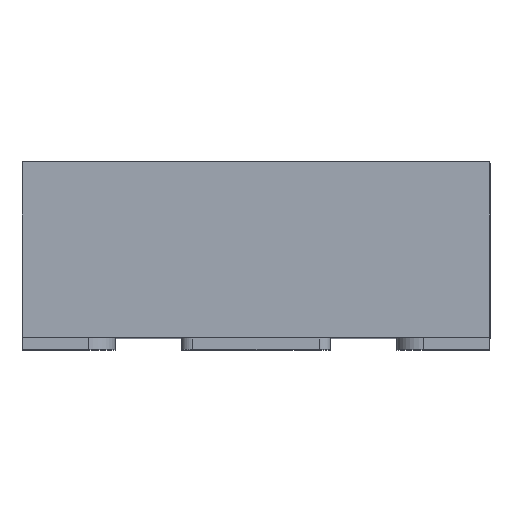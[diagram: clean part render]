
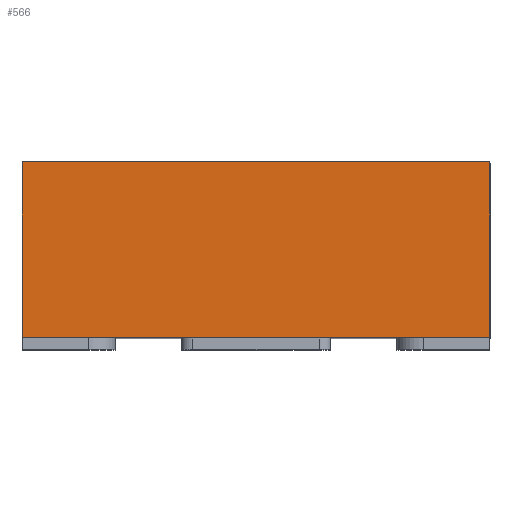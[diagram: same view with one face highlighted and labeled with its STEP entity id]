
A CAD part, top view. The second image highlights one B-rep face of the part: STEP entity #566.
In plain terms, the highlighted planar face has unit normal (0, 0, 1).
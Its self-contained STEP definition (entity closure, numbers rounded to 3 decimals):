
#40 = DIRECTION ( 'NONE',  ( 1., 0., 0. ) ) ;
#153 = DIRECTION ( 'NONE',  ( 1., 0., 0. ) ) ;
#366 = CARTESIAN_POINT ( 'NONE',  ( 1., 5.206, 1.5 ) ) ;
#416 = ORIENTED_EDGE ( 'NONE', *, *, #687, .F. ) ;
#455 = PLANE ( 'NONE',  #3748 ) ;
#566 = ADVANCED_FACE ( 'NONE', ( #717 ), #455, .F. ) ;
#619 = VERTEX_POINT ( 'NONE', #4641 ) ;
#687 = EDGE_CURVE ( 'NONE', #619, #4238, #3931, .T. ) ;
#717 = FACE_OUTER_BOUND ( 'NONE', #2475, .T. ) ;
#780 = LINE ( 'NONE', #1341, #5139 ) ;
#827 = LINE ( 'NONE', #3777, #3658 ) ;
#1173 = EDGE_CURVE ( 'NONE', #5148, #5228, #780, .T. ) ;
#1341 = CARTESIAN_POINT ( 'NONE',  ( -1., 0.05, 1.5 ) ) ;
#1549 = CARTESIAN_POINT ( 'NONE',  ( 1., 0.8, 1.5 ) ) ;
#2101 = EDGE_CURVE ( 'NONE', #619, #5148, #827, .T. ) ;
#2145 = DIRECTION ( 'NONE',  ( -1., 0., 0. ) ) ;
#2475 = EDGE_LOOP ( 'NONE', ( #416, #2726, #3248, #2962 ) ) ;
#2512 = CARTESIAN_POINT ( 'NONE',  ( -1., 0.05, 1.5 ) ) ;
#2572 = EDGE_CURVE ( 'NONE', #4238, #5228, #2596, .T. ) ;
#2596 = LINE ( 'NONE', #366, #4243 ) ;
#2726 = ORIENTED_EDGE ( 'NONE', *, *, #2101, .T. ) ;
#2962 = ORIENTED_EDGE ( 'NONE', *, *, #2572, .F. ) ;
#3203 = VECTOR ( 'NONE', #153, 1000. ) ;
#3248 = ORIENTED_EDGE ( 'NONE', *, *, #1173, .T. ) ;
#3655 = DIRECTION ( 'NONE',  ( 0., -1., 0. ) ) ;
#3658 = VECTOR ( 'NONE', #4667, 1000. ) ;
#3748 = AXIS2_PLACEMENT_3D ( 'NONE', #4195, #4698, #2145 ) ;
#3777 = CARTESIAN_POINT ( 'NONE',  ( -1., 5.206, 1.5 ) ) ;
#3931 = LINE ( 'NONE', #5192, #3203 ) ;
#4195 = CARTESIAN_POINT ( 'NONE',  ( -1., 5.206, 1.5 ) ) ;
#4238 = VERTEX_POINT ( 'NONE', #1549 ) ;
#4243 = VECTOR ( 'NONE', #3655, 1000. ) ;
#4641 = CARTESIAN_POINT ( 'NONE',  ( -1., 0.8, 1.5 ) ) ;
#4667 = DIRECTION ( 'NONE',  ( 0., -1., 0. ) ) ;
#4698 = DIRECTION ( 'NONE',  ( 0., 0., -1. ) ) ;
#4750 = CARTESIAN_POINT ( 'NONE',  ( 1., 0.05, 1.5 ) ) ;
#5139 = VECTOR ( 'NONE', #40, 1000. ) ;
#5148 = VERTEX_POINT ( 'NONE', #2512 ) ;
#5192 = CARTESIAN_POINT ( 'NONE',  ( -1., 0.8, 1.5 ) ) ;
#5228 = VERTEX_POINT ( 'NONE', #4750 ) ;
